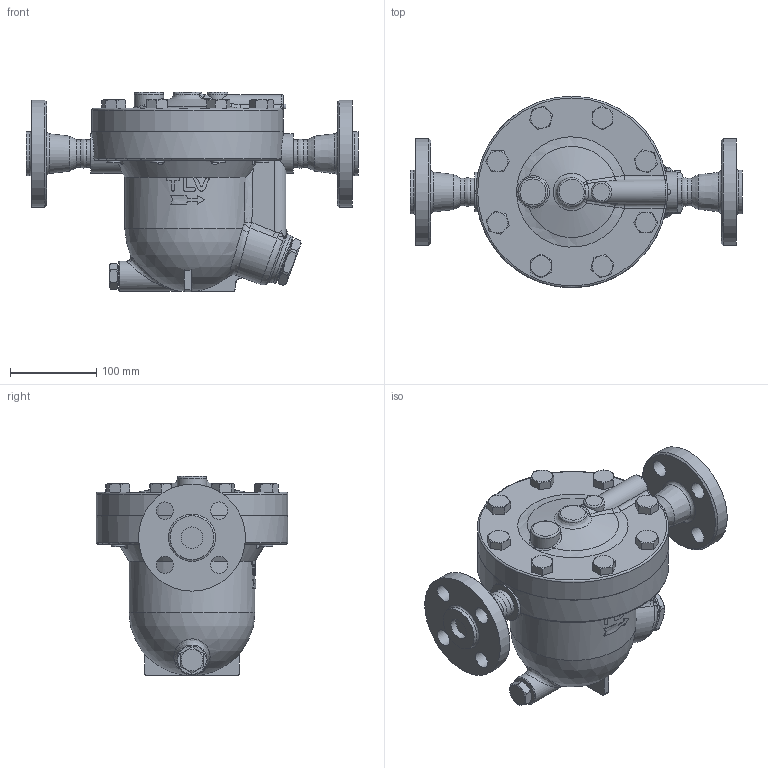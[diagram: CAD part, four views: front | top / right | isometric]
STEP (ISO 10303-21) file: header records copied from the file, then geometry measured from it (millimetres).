
FILE_DESCRIPTION((''),'2;1');
FILE_NAME('j7rmb-025-a0600-00.stp','2010-07-30T16:28:59',('nakaot'),(''),'Autodesk Inventor 2008','Autodesk Inventor 2008','');
FILE_SCHEMA(('AUTOMOTIVE_DESIGN { 1 0 10303 214 1 1 1 1 }'));
Length unit declared in the file: millimetre
Products named in the file (1): j7rmb-025-a0600-00
Bounding box: 385 x 222 x 231.1 mm (x, y, z)
Volume: 5644365.3 mm3; surface area: 351436.3 mm2
Topology: 1 solids, 1 shells, 374 faces, 901 edges, 566 vertices
Faces by surface type: plane 133, bspline 94, cone 70, cylinder 67, torus 7, sphere 3
Full cylindrical faces by diameter (mm): 16 x16, 20 x4, 21 x1, 24 x1, 25 x1, 32 x3, 34 x1, 35 x1, 46 x2, 49.5 x1, 50.8 x1, 58 x1, 124 x1, 130 x1, 222 x2
Entity records: 23393 total; most frequent: CARTESIAN_POINT 15869, ORIENTED_EDGE 1598, DIRECTION 1356, EDGE_CURVE 799, AXIS2_PLACEMENT_3D 581, VERTEX_POINT 541, EDGE_LOOP 520, FACE_OUTER_BOUND 374
